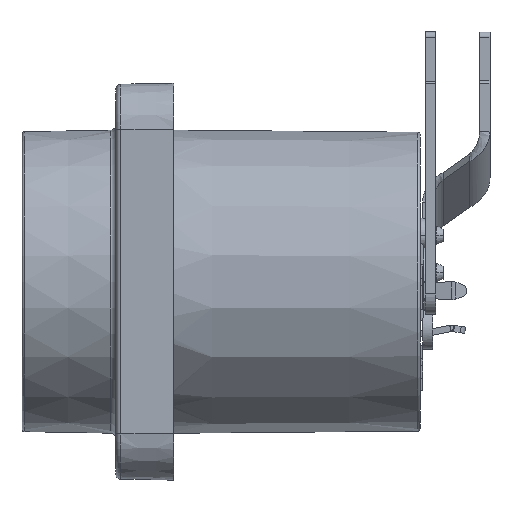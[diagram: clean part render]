
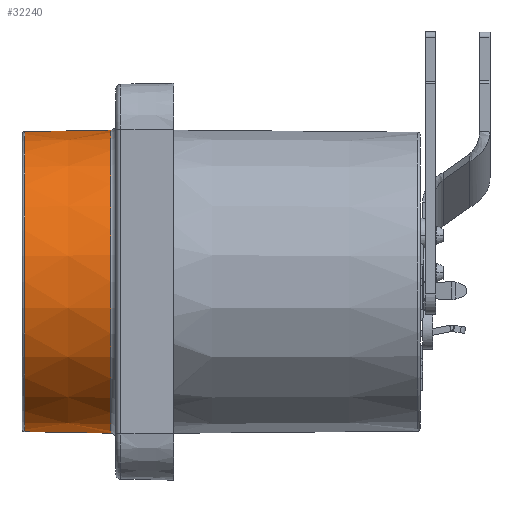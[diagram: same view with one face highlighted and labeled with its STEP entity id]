
A CAD part, left-side view. The second image highlights one B-rep face of the part: STEP entity #32240.
In plain terms, the highlighted conical face has half-angle 1 degrees and reference radius 11.735 mm.
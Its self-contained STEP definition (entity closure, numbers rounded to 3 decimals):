
#7201=CARTESIAN_POINT('',(0.,-6.907,0.));
#7202=DIRECTION('',(0.,-1.,0.));
#7203=DIRECTION('',(0.,0.,1.));
#7204=AXIS2_PLACEMENT_3D('',#7201,#7202,#7203);
#7206=DIRECTION('',(0.,1.,0.017));
#7207=VECTOR('',#7206,6.711);
#7208=CARTESIAN_POINT('',(0.,-6.907,-11.793));
#7209=LINE('',#7208,#7207);
#7210=CARTESIAN_POINT('',(0.,-0.197,0.));
#7211=DIRECTION('',(0.,1.,0.));
#7212=DIRECTION('',(0.,0.,-1.));
#7213=AXIS2_PLACEMENT_3D('',#7210,#7211,#7212);
#7215=DIRECTION('',(0.,1.,-0.017));
#7216=VECTOR('',#7215,6.711);
#7217=CARTESIAN_POINT('',(0.,-6.907,11.793));
#7218=LINE('',#7217,#7216);
#14468=CARTESIAN_POINT('',(0.,-0.197,-11.676));
#14469=CARTESIAN_POINT('',(0.,-0.197,11.676));
#14470=VERTEX_POINT('',#14468);
#14471=VERTEX_POINT('',#14469);
#14472=CARTESIAN_POINT('',(0.,-6.907,11.793));
#14473=CARTESIAN_POINT('',(0.,-6.907,-11.793));
#14474=VERTEX_POINT('',#14472);
#14475=VERTEX_POINT('',#14473);
#32229=CARTESIAN_POINT('',(0.,-3.552,0.));
#32230=DIRECTION('',(0.,-1.,0.));
#32231=DIRECTION('',(0.,0.,1.));
#32232=AXIS2_PLACEMENT_3D('',#32229,#32230,#32231);
#32233=CONICAL_SURFACE('',#32232,11.735,1.);
#32234=ORIENTED_EDGE('',*,*,#32220,.T.);
#32235=ORIENTED_EDGE('',*,*,#32195,.T.);
#32236=ORIENTED_EDGE('',*,*,#32165,.T.);
#32237=ORIENTED_EDGE('',*,*,#32192,.F.);
#32238=EDGE_LOOP('',(#32234,#32235,#32236,#32237));
#32239=FACE_OUTER_BOUND('',#32238,.F.);
#32240=ADVANCED_FACE('',(#32239),#32233,.T.);
#7205=CIRCLE('',#7204,11.793);
#7214=CIRCLE('',#7213,11.676);
#32165=EDGE_CURVE('',#14470,#14471,#7214,.T.);
#32192=EDGE_CURVE('',#14474,#14471,#7218,.T.);
#32195=EDGE_CURVE('',#14475,#14470,#7209,.T.);
#32220=EDGE_CURVE('',#14474,#14475,#7205,.T.);
